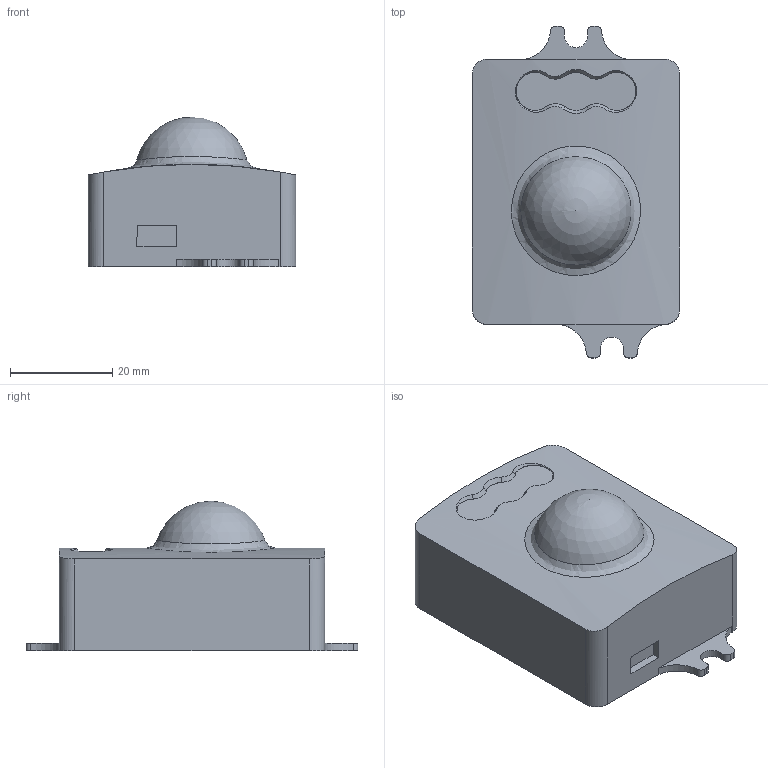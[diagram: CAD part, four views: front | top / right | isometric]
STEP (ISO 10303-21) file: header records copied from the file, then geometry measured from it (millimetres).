
FILE_DESCRIPTION(/* description */ (''),/* implementation_level */ '2;1');
FILE_NAME(/* name */ '110058492_01-GEH_DECKEL_HF2_SENSOTEC_SR_ECOSYSTEM-Kundendaten.stp',/* time_stamp */ '2017-11-09T14:38:54+01:00',/* author */ (''),/* organization */ (''),/* preprocessor_version */ 'ST-DEVELOPER v16',/* originating_system */ 'SIEMENS PLM Software NX 10.0',/* authorisation */ '');
FILE_SCHEMA (('AUTOMOTIVE_DESIGN { 1 0 10303 214 3 1 1 1 }'));
Length unit declared in the file: millimetre
Products named in the file (1): 110058492_01-GEH_DECKEL_HF2_SENSOTEC_SR_ECOSYSTEM-Kundendaten
Bounding box: 40.5 x 64.8 x 29.2 mm (x, y, z)
Volume: 42636.7 mm3; surface area: 8116.5 mm2
Topology: 1 solids, 1 shells, 54 faces, 153 edges, 103 vertices
Faces by surface type: plane 21, cylinder 19, cone 12, sphere 1, bspline 1
Entity records: 2077 total; most frequent: CARTESIAN_POINT 678, ORIENTED_EDGE 296, DIRECTION 278, EDGE_CURVE 148, VERTEX_POINT 100, AXIS2_PLACEMENT_3D 100, LINE 78, VECTOR 78
